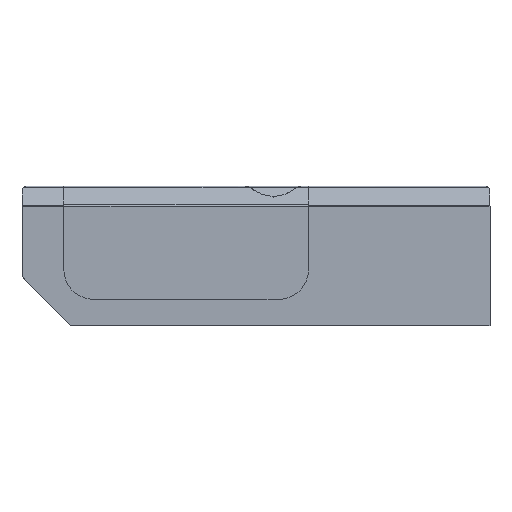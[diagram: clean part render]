
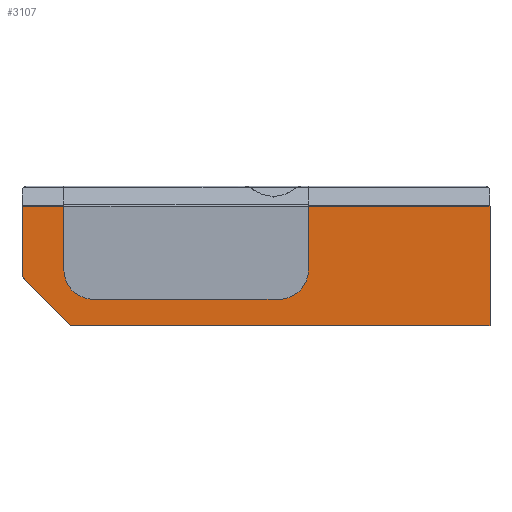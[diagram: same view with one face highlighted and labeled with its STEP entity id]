
A CAD part, front view. The second image highlights one B-rep face of the part: STEP entity #3107.
In plain terms, the highlighted planar face has unit normal (0, -1, 0).
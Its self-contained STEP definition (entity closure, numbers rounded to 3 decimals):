
#1065=VERTEX_POINT('NONE',#3163);
#1317=VERTEX_POINT('NONE',#3432);
#1333=VERTEX_POINT('NONE',#3450);
#1341=EDGE_CURVE('NONE',#2157,#1317,#3459,.T.);
#1513=EDGE_CURVE('NONE',#1333,#3083,#3648,.T.);
#1533=EDGE_CURVE('NONE',#1065,#2883,#3669,.F.);
#1543=VERTEX_POINT('NONE',#3681);
#1695=VERTEX_POINT('NONE',#3851);
#1783=EDGE_CURVE('NONE',#1317,#1695,#3946,.F.);
#1813=EDGE_CURVE('NONE',#1695,#2213,#3979,.F.);
#1839=VERTEX_POINT('NONE',#4007);
#1965=EDGE_CURVE('NONE',#1839,#1543,#4146,.T.);
#1987=VERTEX_POINT('NONE',#4171);
#2019=EDGE_CURVE('NONE',#1333,#2157,#4208,.F.);
#2157=VERTEX_POINT('NONE',#4360);
#2213=VERTEX_POINT('NONE',#4421);
#2579=EDGE_CURVE('NONE',#1543,#1065,#4819,.F.);
#2625=EDGE_CURVE('NONE',#2213,#1987,#4869,.F.);
#2639=EDGE_CURVE('NONE',#1987,#1839,#4884,.F.);
#2883=VERTEX_POINT('NONE',#5154);
#3083=VERTEX_POINT('NONE',#5363);
#3107=ADVANCED_FACE('Fl�che5',(#5387),#5388,.F.);
#3121=EDGE_CURVE('NONE',#2883,#3083,#5402,.F.);
#3163=CARTESIAN_POINT('',(6.5,0.1,-6.2));
#3432=CARTESIAN_POINT('',(-14.,0.1,-6.7));
#3450=CARTESIAN_POINT('',(19.5,0.1,-10.2));
#3459=LINE('',#6988,#6989);
#3648=LINE('',#7640,#7641);
#3669=LINE('',#7819,#7820);
#3681=CARTESIAN_POINT('',(4.4,0.1,-8.3));
#3851=CARTESIAN_POINT('',(-14.,0.1,-1.639));
#3946=LINE('',#8584,#8585);
#3979=LINE('',#8651,#8652);
#4007=CARTESIAN_POINT('',(-8.9,0.1,-8.3));
#4146=LINE('',#9364,#9365);
#4171=CARTESIAN_POINT('',(-11.0,0.1,-6.2));
#4208=LINE('',#9797,#9798);
#4360=CARTESIAN_POINT('',(-10.5,0.1,-10.2));
#4421=CARTESIAN_POINT('',(-11.0,0.1,-1.639));
#4819=CIRCLE('',#13081,2.1);
#4869=LINE('',#13368,#13369);
#4884=CIRCLE('',#13406,2.1);
#5154=CARTESIAN_POINT('',(6.5,0.1,-1.639));
#5363=CARTESIAN_POINT('',(19.5,0.1,-1.639));
#5387=FACE_OUTER_BOUND('',#16689,.T.);
#5388=PLANE('',#16690);
#5402=LINE('',#16737,#16738);
#6988=CARTESIAN_POINT('',(-12.375,0.1,-8.325));
#6989=VECTOR('',#17007,1.0);
#7640=CARTESIAN_POINT('',(19.5,0.1,-28.978));
#7641=VECTOR('',#17235,1.0);
#7819=CARTESIAN_POINT('',(6.5,0.1,-4.25));
#7820=VECTOR('',#17248,1.0);
#8584=CARTESIAN_POINT('',(-14.,0.1,-20.687));
#8585=VECTOR('',#17621,1.0);
#8651=CARTESIAN_POINT('',(19.5,0.1,-1.639));
#8652=VECTOR('',#17669,1.0);
#9364=CARTESIAN_POINT('',(-7.8,0.1,-8.3));
#9365=VECTOR('',#17806,1.0);
#9797=CARTESIAN_POINT('',(-20.0,0.1,-10.2));
#9798=VECTOR('',#17879,1.0);
#13081=AXIS2_PLACEMENT_3D('',#18452,#18453,#18454);
#13368=CARTESIAN_POINT('',(-11.0,0.1,-8.2));
#13369=VECTOR('',#18494,1.0);
#13406=AXIS2_PLACEMENT_3D('',#18532,#18533,#18534);
#16689=EDGE_LOOP('',(#18927,#18928,#18929,#18930,#18931,#18932,#18933,#18934,#18935,#18936,#18937));
#16690=AXIS2_PLACEMENT_3D('',#18938,#18939,#18940);
#16737=CARTESIAN_POINT('',(19.5,0.1,-1.639));
#16738=VECTOR('',#18941,1.0);
#17007=DIRECTION('',(-0.707,0.0,0.707));
#17235=DIRECTION('',(0.,0.0,1.0));
#17248=DIRECTION('',(0.,0.0,-1.0));
#17621=DIRECTION('',(0.,0.0,-1.0));
#17669=DIRECTION('',(-1.0,0.0,-0.0));
#17806=DIRECTION('',(1.0,0.0,0.));
#17879=DIRECTION('',(1.0,0.0,0.));
#18452=CARTESIAN_POINT('',(4.4,0.1,-6.2));
#18453=DIRECTION('',(0.0,1.0,0.0));
#18454=DIRECTION('',(-1.0,0.0,0.0));
#18494=DIRECTION('',(0.,0.0,1.0));
#18532=CARTESIAN_POINT('',(-8.9,0.1,-6.2));
#18533=DIRECTION('',(0.0,1.0,0.0));
#18534=DIRECTION('',(-1.0,0.0,0.0));
#18927=ORIENTED_EDGE('',*,*,#1813,.F.);
#18928=ORIENTED_EDGE('',*,*,#1783,.F.);
#18929=ORIENTED_EDGE('',*,*,#1341,.F.);
#18930=ORIENTED_EDGE('',*,*,#2019,.F.);
#18931=ORIENTED_EDGE('',*,*,#1513,.T.);
#18932=ORIENTED_EDGE('',*,*,#3121,.F.);
#18933=ORIENTED_EDGE('',*,*,#1533,.F.);
#18934=ORIENTED_EDGE('',*,*,#2579,.F.);
#18935=ORIENTED_EDGE('',*,*,#1965,.F.);
#18936=ORIENTED_EDGE('',*,*,#2639,.F.);
#18937=ORIENTED_EDGE('',*,*,#2625,.F.);
#18938=CARTESIAN_POINT('',(-20.0,0.1,-10.2));
#18939=DIRECTION('',(-0.0,1.0,0.0));
#18940=DIRECTION('',(1.0,0.0,0.0));
#18941=DIRECTION('',(-1.0,0.0,-0.0));
